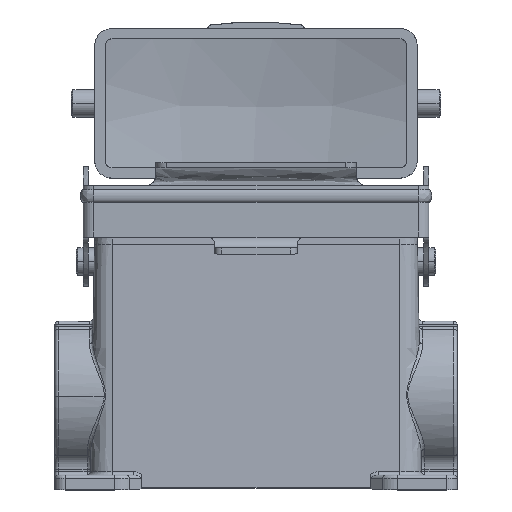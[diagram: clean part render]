
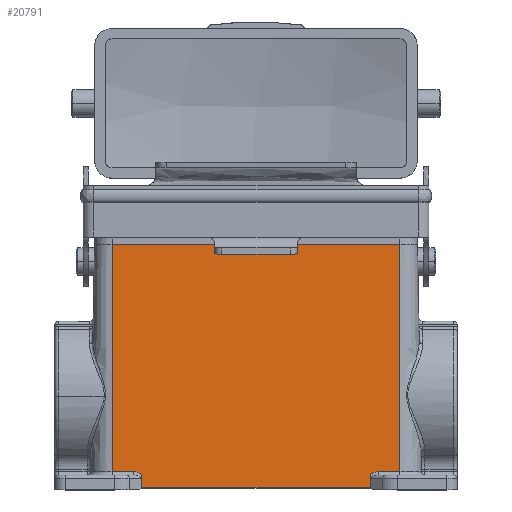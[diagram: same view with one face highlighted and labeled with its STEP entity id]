
A CAD part, top view. The second image highlights one B-rep face of the part: STEP entity #20791.
In plain terms, the highlighted planar face has unit normal (0, 0.018, 1).
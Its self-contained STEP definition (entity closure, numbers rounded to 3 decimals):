
#694 = CARTESIAN_POINT ( 'NONE',  ( 41.875, -71.167, 23.052 ) ) ;
#794 = VERTEX_POINT ( 'NONE', #2644 ) ;
#1153 =( BOUNDED_CURVE ( )  B_SPLINE_CURVE ( 3, ( #13251, #11205, #5345, #19425 ),
 .UNSPECIFIED., .F., .F. ) 
 B_SPLINE_CURVE_WITH_KNOTS ( ( 4, 4 ),
 ( 0.567, 1.546 ),
 .UNSPECIFIED. ) 
 CURVE ( )  GEOMETRIC_REPRESENTATION_ITEM ( )  RATIONAL_B_SPLINE_CURVE ( ( 1., 0.922, 0.922, 1. ) ) 
 REPRESENTATION_ITEM ( '' )  );
#1470 = VERTEX_POINT ( 'NONE', #4233 ) ;
#1945 = ORIENTED_EDGE ( 'NONE', *, *, #20391, .T. ) ;
#2644 = CARTESIAN_POINT ( 'NONE',  ( 33.27, -75.9, 23.135 ) ) ;
#2959 = VECTOR ( 'NONE', #17451, 1000. ) ;
#3297 = CARTESIAN_POINT ( 'NONE',  ( -41.875, -71.167, 23.052 ) ) ;
#3340 = EDGE_CURVE ( 'NONE', #22631, #1470, #15337, .T. ) ;
#3546 = EDGE_CURVE ( 'NONE', #794, #11164, #3649, .T. ) ;
#3564 = LINE ( 'NONE', #20431, #24267 ) ;
#3647 = PLANE ( 'NONE',  #22710 ) ;
#3649 = LINE ( 'NONE', #7064, #19703 ) ;
#3788 = CARTESIAN_POINT ( 'NONE',  ( -33.27, -75.9, 23.135 ) ) ;
#4233 = CARTESIAN_POINT ( 'NONE',  ( -41.875, -5., 21.897 ) ) ;
#4510 = ORIENTED_EDGE ( 'NONE', *, *, #22046, .T. ) ;
#5025 = CARTESIAN_POINT ( 'NONE',  ( -35.601, -71.167, 23.052 ) ) ;
#5169 = VECTOR ( 'NONE', #12309, 1000. ) ;
#5233 = EDGE_LOOP ( 'NONE', ( #19025, #7254, #1945, #12752, #6356, #23940, #4510, #8060, #10061, #5868 ) ) ;
#5345 = CARTESIAN_POINT ( 'NONE',  ( 34.64, -71.167, 23.052 ) ) ;
#5868 = ORIENTED_EDGE ( 'NONE', *, *, #22146, .T. ) ;
#6145 = DIRECTION ( 'NONE',  ( 0., 1., -0.017 ) ) ;
#6355 = DIRECTION ( 'NONE',  ( -1., 0., 0. ) ) ;
#6356 = ORIENTED_EDGE ( 'NONE', *, *, #12841, .T. ) ;
#6397 = CARTESIAN_POINT ( 'NONE',  ( 41.875, -75.9, 23.135 ) ) ;
#6921 = VERTEX_POINT ( 'NONE', #3788 ) ;
#7038 = CARTESIAN_POINT ( 'NONE',  ( -33.797, -71.487, 23.058 ) ) ;
#7064 = CARTESIAN_POINT ( 'NONE',  ( 33.27, 0., 21.81 ) ) ;
#7150 = DIRECTION ( 'NONE',  ( 0., 1., -0.017 ) ) ;
#7254 = ORIENTED_EDGE ( 'NONE', *, *, #11065, .F. ) ;
#7854 = DIRECTION ( 'NONE',  ( 0., 0.017, 1. ) ) ;
#8060 = ORIENTED_EDGE ( 'NONE', *, *, #10170, .T. ) ;
#8402 = DIRECTION ( 'NONE',  ( 1., 0., 0. ) ) ;
#8464 = VERTEX_POINT ( 'NONE', #24129 ) ;
#9053 = FACE_OUTER_BOUND ( 'NONE', #5233, .T. ) ;
#9313 = VECTOR ( 'NONE', #20450, 1000. ) ;
#9836 = VERTEX_POINT ( 'NONE', #24693 ) ;
#10061 = ORIENTED_EDGE ( 'NONE', *, *, #3340, .F. ) ;
#10170 = EDGE_CURVE ( 'NONE', #9836, #1470, #3564, .T. ) ;
#10513 = CARTESIAN_POINT ( 'NONE',  ( -35.601, -71.167, 23.052 ) ) ;
#11065 = EDGE_CURVE ( 'NONE', #6921, #8464, #23878, .T. ) ;
#11164 = VERTEX_POINT ( 'NONE', #22469 ) ;
#11205 = CARTESIAN_POINT ( 'NONE',  ( 33.797, -71.487, 23.058 ) ) ;
#11268 =( BOUNDED_CURVE ( )  B_SPLINE_CURVE ( 3, ( #5025, #19096, #7038, #21088 ),
 .UNSPECIFIED., .F., .F. ) 
 B_SPLINE_CURVE_WITH_KNOTS ( ( 4, 4 ),
 ( 1.595, 2.574 ),
 .UNSPECIFIED. ) 
 CURVE ( )  GEOMETRIC_REPRESENTATION_ITEM ( )  RATIONAL_B_SPLINE_CURVE ( ( 1., 0.922, 0.922, 1. ) ) 
 REPRESENTATION_ITEM ( '' )  );
#11367 = VERTEX_POINT ( 'NONE', #18990 ) ;
#11585 = LINE ( 'NONE', #6397, #15735 ) ;
#11682 = CARTESIAN_POINT ( 'NONE',  ( 41.875, 0., 21.81 ) ) ;
#12102 = VECTOR ( 'NONE', #25697, 1000. ) ;
#12309 = DIRECTION ( 'NONE',  ( 1., 0., 0. ) ) ;
#12752 = ORIENTED_EDGE ( 'NONE', *, *, #3546, .T. ) ;
#12841 = EDGE_CURVE ( 'NONE', #11164, #11367, #1153, .T. ) ;
#13170 = EDGE_CURVE ( 'NONE', #24064, #8464, #11268, .T. ) ;
#13251 = CARTESIAN_POINT ( 'NONE',  ( 33.27, -72.051, 23.068 ) ) ;
#13888 = CARTESIAN_POINT ( 'NONE',  ( -41.875, -71.167, 23.052 ) ) ;
#15337 = LINE ( 'NONE', #18464, #9313 ) ;
#15735 = VECTOR ( 'NONE', #8402, 1000. ) ;
#15905 = LINE ( 'NONE', #24293, #5169 ) ;
#17451 = DIRECTION ( 'NONE',  ( 1., 0., 0. ) ) ;
#17509 = LINE ( 'NONE', #11682, #12102 ) ;
#18244 = CARTESIAN_POINT ( 'NONE',  ( -33.27, 0., 21.81 ) ) ;
#18441 = LINE ( 'NONE', #3297, #2959 ) ;
#18464 = CARTESIAN_POINT ( 'NONE',  ( -41.875, 0., 21.81 ) ) ;
#18732 = VERTEX_POINT ( 'NONE', #694 ) ;
#18990 = CARTESIAN_POINT ( 'NONE',  ( 35.601, -71.167, 23.052 ) ) ;
#19025 = ORIENTED_EDGE ( 'NONE', *, *, #13170, .T. ) ;
#19096 = CARTESIAN_POINT ( 'NONE',  ( -34.64, -71.167, 23.052 ) ) ;
#19250 = VECTOR ( 'NONE', #6145, 1000. ) ;
#19425 = CARTESIAN_POINT ( 'NONE',  ( 35.601, -71.167, 23.052 ) ) ;
#19703 = VECTOR ( 'NONE', #7150, 1000. ) ;
#19917 = CARTESIAN_POINT ( 'NONE',  ( -41.875, 0., 21.81 ) ) ;
#20391 = EDGE_CURVE ( 'NONE', #6921, #794, #11585, .T. ) ;
#20431 = CARTESIAN_POINT ( 'NONE',  ( -41.875, -5., 21.897 ) ) ;
#20450 = DIRECTION ( 'NONE',  ( 0., 1., -0.017 ) ) ;
#20791 = ADVANCED_FACE ( 'NONE', ( #9053 ), #3647, .T. ) ;
#21088 = CARTESIAN_POINT ( 'NONE',  ( -33.27, -72.051, 23.068 ) ) ;
#21904 = DIRECTION ( 'NONE',  ( 0., -1., 0.017 ) ) ;
#22046 = EDGE_CURVE ( 'NONE', #18732, #9836, #17509, .T. ) ;
#22146 = EDGE_CURVE ( 'NONE', #22631, #24064, #15905, .T. ) ;
#22469 = CARTESIAN_POINT ( 'NONE',  ( 33.27, -72.051, 23.068 ) ) ;
#22631 = VERTEX_POINT ( 'NONE', #13888 ) ;
#22710 = AXIS2_PLACEMENT_3D ( 'NONE', #19917, #7854, #21904 ) ;
#23878 = LINE ( 'NONE', #18244, #19250 ) ;
#23940 = ORIENTED_EDGE ( 'NONE', *, *, #24266, .T. ) ;
#24064 = VERTEX_POINT ( 'NONE', #10513 ) ;
#24129 = CARTESIAN_POINT ( 'NONE',  ( -33.27, -72.051, 23.068 ) ) ;
#24266 = EDGE_CURVE ( 'NONE', #11367, #18732, #18441, .T. ) ;
#24267 = VECTOR ( 'NONE', #6355, 1000. ) ;
#24293 = CARTESIAN_POINT ( 'NONE',  ( -41.875, -71.167, 23.052 ) ) ;
#24693 = CARTESIAN_POINT ( 'NONE',  ( 41.875, -5., 21.897 ) ) ;
#25697 = DIRECTION ( 'NONE',  ( 0., 1., -0.017 ) ) ;
